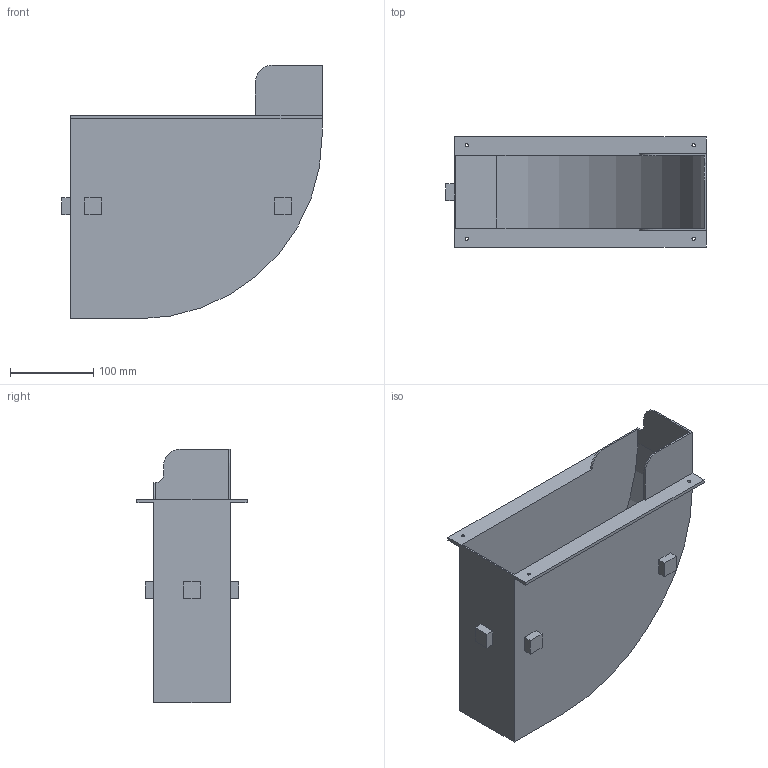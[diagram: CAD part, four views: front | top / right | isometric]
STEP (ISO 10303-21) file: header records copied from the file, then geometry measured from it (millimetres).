
FILE_DESCRIPTION(/* description */ ('','CAx-IF Rec.Pracs.---Representation and Presentation of Product Manufacturing Information (PMI)---4.0---2014-10-13'),/* implementation_level */ '2;1');
FILE_NAME(/* name */ 'powderbank v3.step',/* time_stamp */ '2025-03-24T23:10:13+01:00',/* author */ (''),/* organization */ (''),/* preprocessor_version */ 'ST-DEVELOPER v20',/* originating_system */ 'Autodesk Translation Framework v13.20.0.188',/* authorisation */ '');
FILE_SCHEMA (('AP242_MANAGED_MODEL_BASED_3D_ENGINEERING_MIM_LF { 1 0 10303 442 1 1 4 }'));
Length unit declared in the file: millimetre
Products named in the file (1): powderbank
Bounding box: 312 x 132 x 304 mm (x, y, z)
Volume: 745269.1 mm3; surface area: 419857.9 mm2
Topology: 1 solids, 1 shells, 56 faces, 146 edges, 97 vertices
Faces by surface type: plane 46, cylinder 10
Full cylindrical faces by diameter (mm): 4 x4
Entity records: 1751 total; most frequent: CARTESIAN_POINT 300, ORIENTED_EDGE 292, DIRECTION 280, EDGE_CURVE 146, LINE 126, VECTOR 126, VERTEX_POINT 97, AXIS2_PLACEMENT_3D 77
